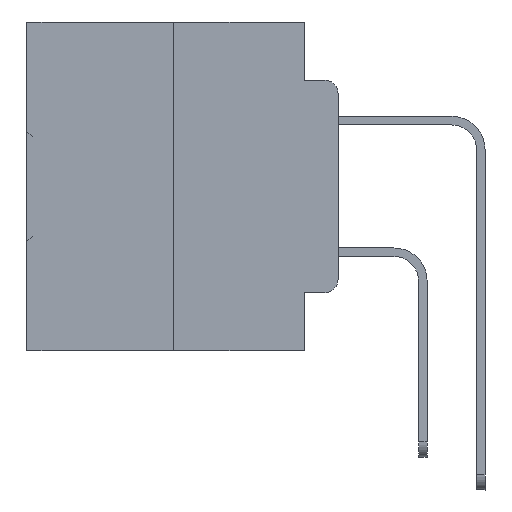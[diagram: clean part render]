
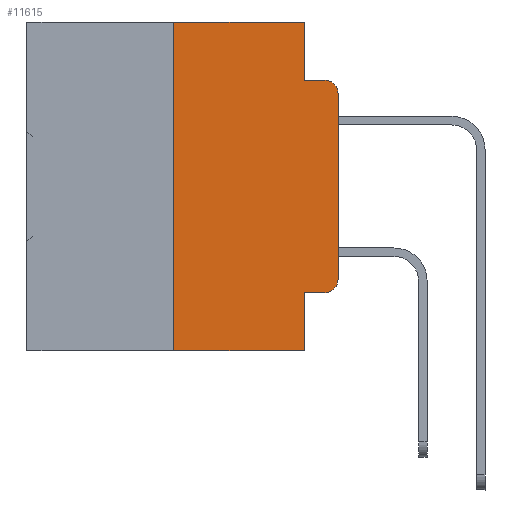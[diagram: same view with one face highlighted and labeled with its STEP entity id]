
A CAD part, left-side view. The second image highlights one B-rep face of the part: STEP entity #11615.
In plain terms, the highlighted planar face has unit normal (-1, 0, 0).
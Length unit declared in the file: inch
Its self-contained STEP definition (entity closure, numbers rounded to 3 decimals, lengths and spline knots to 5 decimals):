
#136 = CARTESIAN_POINT ( 'NONE',  ( 0., 0.02, -0.4115 ) ) ;
#326 = DIRECTION ( 'NONE',  ( 0., 0., -1. ) ) ;
#360 = ORIENTED_EDGE ( 'NONE', *, *, #36245, .F. ) ;
#619 = CARTESIAN_POINT ( 'NONE',  ( 0., 0., -0.3915 ) ) ;
#1347 = ORIENTED_EDGE ( 'NONE', *, *, #32919, .F. ) ;
#1551 = VERTEX_POINT ( 'NONE', #12425 ) ;
#2088 = DIRECTION ( 'NONE',  ( 1., 0., 0. ) ) ;
#2854 = VECTOR ( 'NONE', #36881, 39.37008 ) ;
#3281 = CARTESIAN_POINT ( 'NONE',  ( 0., 0., 0. ) ) ;
#3453 = VECTOR ( 'NONE', #15472, 39.37008 ) ;
#4006 = LINE ( 'NONE', #20798, #17047 ) ;
#4026 = AXIS2_PLACEMENT_3D ( 'NONE', #14665, #26306, #26675 ) ;
#4384 = VECTOR ( 'NONE', #7368, 39.37008 ) ;
#4449 = CARTESIAN_POINT ( 'NONE',  ( 0., 0.25, -0.5 ) ) ;
#4472 = EDGE_CURVE ( 'NONE', #11873, #31763, #28403, .T. ) ;
#4862 = CARTESIAN_POINT ( 'NONE',  ( 0., 0.25, 0. ) ) ;
#5323 = CARTESIAN_POINT ( 'NONE',  ( 0., 0.473, -0.5 ) ) ;
#6584 = VECTOR ( 'NONE', #35005, 39.37008 ) ;
#6855 = DIRECTION ( 'NONE',  ( 0., -1., 0. ) ) ;
#7368 = DIRECTION ( 'NONE',  ( 0., -1., 0. ) ) ;
#7398 = ORIENTED_EDGE ( 'NONE', *, *, #11964, .T. ) ;
#7540 = DIRECTION ( 'NONE',  ( 0., 0., -1. ) ) ;
#7659 = LINE ( 'NONE', #25232, #2854 ) ;
#8889 = CARTESIAN_POINT ( 'NONE',  ( 0., 0.051, 0. ) ) ;
#10407 = VECTOR ( 'NONE', #36016, 39.37008 ) ;
#10426 = EDGE_LOOP ( 'NONE', ( #22937, #22145, #36570, #1347, #360, #30009, #34953, #17433, #7398, #17747 ) ) ;
#10981 = CARTESIAN_POINT ( 'NONE',  ( 0., 0.02, -0.3915 ) ) ;
#11596 = CARTESIAN_POINT ( 'NONE',  ( 0., 0.02, -0.0885 ) ) ;
#11615 = ADVANCED_FACE ( 'NONE', ( #33762 ), #30515, .F. ) ;
#11873 = VERTEX_POINT ( 'NONE', #37391 ) ;
#11964 = EDGE_CURVE ( 'NONE', #32646, #29281, #12166, .T. ) ;
#12166 = LINE ( 'NONE', #29737, #10407 ) ;
#12425 = CARTESIAN_POINT ( 'NONE',  ( 0., 0.051, -0.5 ) ) ;
#13021 = EDGE_CURVE ( 'NONE', #32882, #1551, #19838, .T. ) ;
#13432 = AXIS2_PLACEMENT_3D ( 'NONE', #16014, #2088, #22298 ) ;
#14072 = CARTESIAN_POINT ( 'NONE',  ( 0., 0.25, 0. ) ) ;
#14665 = CARTESIAN_POINT ( 'NONE',  ( 0., 0.02, -0.1085 ) ) ;
#15283 = LINE ( 'NONE', #3281, #3453 ) ;
#15472 = DIRECTION ( 'NONE',  ( 0., 0., 1. ) ) ;
#16014 = CARTESIAN_POINT ( 'NONE',  ( 0., 0.473, 0. ) ) ;
#16833 = VERTEX_POINT ( 'NONE', #23803 ) ;
#17047 = VECTOR ( 'NONE', #6855, 39.37008 ) ;
#17223 = CARTESIAN_POINT ( 'NONE',  ( 0., 0.051, 0. ) ) ;
#17433 = ORIENTED_EDGE ( 'NONE', *, *, #29357, .F. ) ;
#17747 = ORIENTED_EDGE ( 'NONE', *, *, #21167, .T. ) ;
#19431 = AXIS2_PLACEMENT_3D ( 'NONE', #10981, #27971, #7540 ) ;
#19623 = DIRECTION ( 'NONE',  ( 0., 0., 1. ) ) ;
#19838 = LINE ( 'NONE', #5323, #4384 ) ;
#20798 = CARTESIAN_POINT ( 'NONE',  ( 0., 0.051, -0.0885 ) ) ;
#21053 = CARTESIAN_POINT ( 'NONE',  ( 0., 0.473, 0. ) ) ;
#21167 = EDGE_CURVE ( 'NONE', #29281, #31603, #29789, .T. ) ;
#22145 = ORIENTED_EDGE ( 'NONE', *, *, #4472, .T. ) ;
#22298 = DIRECTION ( 'NONE',  ( 0., 0., -1. ) ) ;
#22431 = EDGE_CURVE ( 'NONE', #16833, #31763, #4006, .T. ) ;
#22937 = ORIENTED_EDGE ( 'NONE', *, *, #33113, .T. ) ;
#23357 = LINE ( 'NONE', #21053, #6584 ) ;
#23803 = CARTESIAN_POINT ( 'NONE',  ( 0., 0.051, -0.0885 ) ) ;
#25232 = CARTESIAN_POINT ( 'NONE',  ( 0., 0.051, 0. ) ) ;
#26093 = VERTEX_POINT ( 'NONE', #17223 ) ;
#26306 = DIRECTION ( 'NONE',  ( -1., 0., 0. ) ) ;
#26675 = DIRECTION ( 'NONE',  ( 0., 0., -1. ) ) ;
#27971 = DIRECTION ( 'NONE',  ( -1., 0., 0. ) ) ;
#28403 = CIRCLE ( 'NONE', #4026, 0.02 ) ;
#28930 = VECTOR ( 'NONE', #326, 39.37008 ) ;
#28948 = CARTESIAN_POINT ( 'NONE',  ( 0., 0.051, -0.4115 ) ) ;
#29281 = VERTEX_POINT ( 'NONE', #136 ) ;
#29357 = EDGE_CURVE ( 'NONE', #32646, #1551, #37532, .T. ) ;
#29737 = CARTESIAN_POINT ( 'NONE',  ( 0., 0.051, -0.4115 ) ) ;
#29789 = CIRCLE ( 'NONE', #19431, 0.02 ) ;
#30009 = ORIENTED_EDGE ( 'NONE', *, *, #35221, .F. ) ;
#30515 = PLANE ( 'NONE',  #13432 ) ;
#31008 = VERTEX_POINT ( 'NONE', #4862 ) ;
#31602 = VECTOR ( 'NONE', #19623, 39.37008 ) ;
#31603 = VERTEX_POINT ( 'NONE', #619 ) ;
#31763 = VERTEX_POINT ( 'NONE', #11596 ) ;
#32646 = VERTEX_POINT ( 'NONE', #28948 ) ;
#32882 = VERTEX_POINT ( 'NONE', #4449 ) ;
#32919 = EDGE_CURVE ( 'NONE', #26093, #16833, #7659, .T. ) ;
#33113 = EDGE_CURVE ( 'NONE', #31603, #11873, #15283, .T. ) ;
#33762 = FACE_OUTER_BOUND ( 'NONE', #10426, .T. ) ;
#34953 = ORIENTED_EDGE ( 'NONE', *, *, #13021, .T. ) ;
#35005 = DIRECTION ( 'NONE',  ( 0., -1., 0. ) ) ;
#35221 = EDGE_CURVE ( 'NONE', #32882, #31008, #36990, .T. ) ;
#36016 = DIRECTION ( 'NONE',  ( 0., -1., 0. ) ) ;
#36245 = EDGE_CURVE ( 'NONE', #31008, #26093, #23357, .T. ) ;
#36570 = ORIENTED_EDGE ( 'NONE', *, *, #22431, .F. ) ;
#36881 = DIRECTION ( 'NONE',  ( 0., 0., -1. ) ) ;
#36990 = LINE ( 'NONE', #14072, #31602 ) ;
#37391 = CARTESIAN_POINT ( 'NONE',  ( 0., 0., -0.1085 ) ) ;
#37532 = LINE ( 'NONE', #8889, #28930 ) ;
